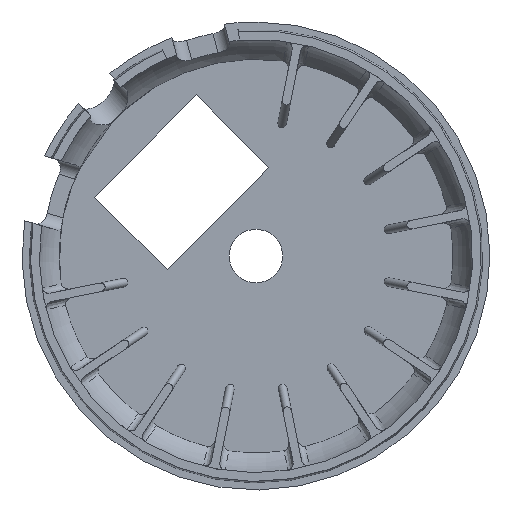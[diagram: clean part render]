
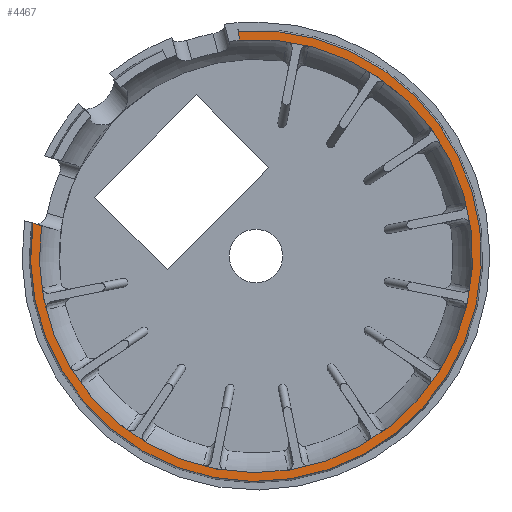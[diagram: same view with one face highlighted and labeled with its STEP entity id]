
A CAD part, front view. The second image highlights one B-rep face of the part: STEP entity #4467.
In plain terms, the highlighted planar face has unit normal (0, -1, 0).
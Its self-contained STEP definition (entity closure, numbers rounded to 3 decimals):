
#544=CIRCLE('',#4763,40.572);
#545=CIRCLE('',#4765,42.219);
#692=FACE_OUTER_BOUND('',#959,.T.);
#959=EDGE_LOOP('',(#3223,#3224,#3225,#3226));
#1248=LINE('',#7456,#1529);
#1249=LINE('',#7457,#1530);
#1529=VECTOR('',#5352,1000.);
#1530=VECTOR('',#5353,1000.);
#1879=VERTEX_POINT('',#6992);
#1880=VERTEX_POINT('',#6994);
#1881=VERTEX_POINT('',#6998);
#1882=VERTEX_POINT('',#6999);
#2356=EDGE_CURVE('',#1879,#1880,#544,.T.);
#2358=EDGE_CURVE('',#1881,#1882,#545,.T.);
#2489=EDGE_CURVE('',#1880,#1881,#1248,.T.);
#2490=EDGE_CURVE('',#1882,#1879,#1249,.T.);
#3223=ORIENTED_EDGE('',*,*,#2358,.F.);
#3224=ORIENTED_EDGE('',*,*,#2489,.F.);
#3225=ORIENTED_EDGE('',*,*,#2356,.F.);
#3226=ORIENTED_EDGE('',*,*,#2490,.F.);
#4384=PLANE('',#4851);
#4467=ADVANCED_FACE('',(#692),#4384,.T.);
#4763=AXIS2_PLACEMENT_3D('',#6995,#5141,#5142);
#4765=AXIS2_PLACEMENT_3D('',#7000,#5146,#5147);
#4851=AXIS2_PLACEMENT_3D('',#7455,#5350,#5351);
#5141=DIRECTION('center_axis',(0.,-1.,0.));
#5142=DIRECTION('ref_axis',(0.,0.,-1.));
#5146=DIRECTION('center_axis',(0.,1.,0.));
#5147=DIRECTION('ref_axis',(0.,0.,1.));
#5350=DIRECTION('center_axis',(0.,-1.,0.));
#5351=DIRECTION('ref_axis',(0.,0.,-1.));
#5352=DIRECTION('',(-0.079,0.,0.997));
#5353=DIRECTION('',(0.959,0.,-0.282));
#6992=CARTESIAN_POINT('',(-40.172,-5.003,5.682));
#6994=CARTESIAN_POINT('',(-3.117,-5.003,40.452));
#6995=CARTESIAN_POINT('Origin',(0.,-5.003,0.));
#6998=CARTESIAN_POINT('',(-3.247,-5.003,42.094));
#6999=CARTESIAN_POINT('',(-41.769,-5.003,6.151));
#7000=CARTESIAN_POINT('Origin',(0.,-5.003,0.));
#7455=CARTESIAN_POINT('Origin',(0.,-5.003,0.));
#7456=CARTESIAN_POINT('',(-3.265,-5.003,42.316));
#7457=CARTESIAN_POINT('',(-1.658,-5.003,-5.639));
